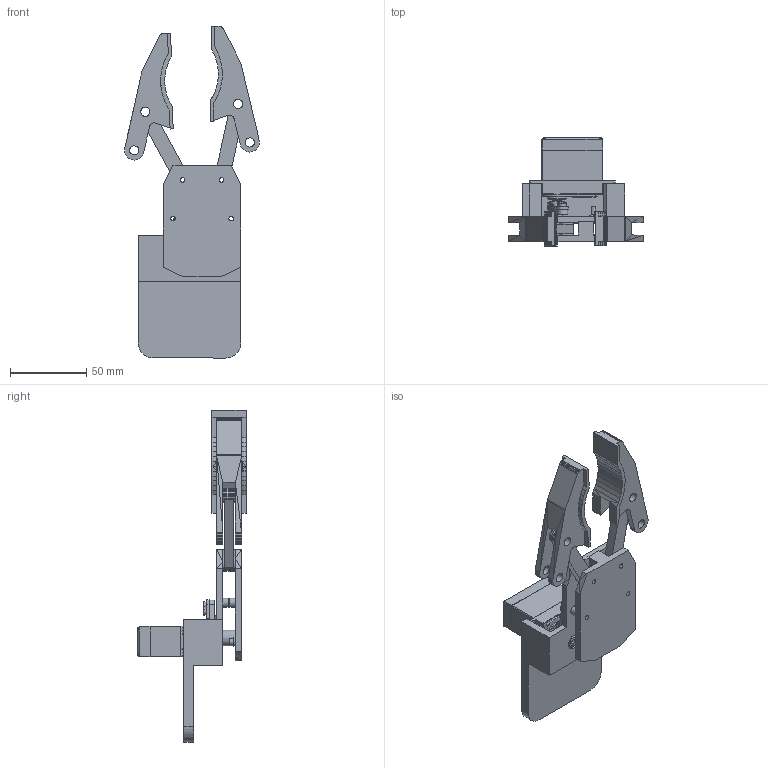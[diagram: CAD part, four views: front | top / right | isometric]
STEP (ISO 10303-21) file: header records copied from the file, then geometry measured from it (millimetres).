
FILE_DESCRIPTION(/* description */ (''),/* implementation_level */ '2;1');
FILE_NAME(/* name */ 'Gripper_v2.stp',/* time_stamp */ '2020-01-01T12:05:25-05:00',/* author */ ('User'),/* organization */ (''),/* preprocessor_version */ 'ST-DEVELOPER v17',/* originating_system */ 'Autodesk Inventor 2019',/* authorisation */ '');
FILE_SCHEMA (('AUTOMOTIVE_DESIGN { 1 0 10303 214 3 1 1 }'));
Products named in the file (17): Gripper_v2; arm-bottom-plate; arm-top-plate; gear-link-1; gear-link-2; servo-gear; CompleteServo; Servo Motor; Servo Horn; Servo Mount - Arm Metal Standard_D‚faut; socket head cap screw_am_B18.3.1M - 2 x 0.4 x 6 Hex SHCS -- 6NHX; Servo Mount - Arm Metal Standard_D‚faut_1; finger; arm-link; screw-1; screw-2; M3Bolt
Assembly tree (25 placements, depth 3):
  Gripper_v2
    arm-bottom-plate
    arm-link  x2
    arm-top-plate
    gear-link-1
    gear-link-2
    screw-1  x4
    screw-2  x4
    servo-gear
    finger  x2
    CompleteServo
      Servo Motor
    Servo Horn
      Servo Mount - Arm Metal Standard_D‚faut
      socket head cap screw_am_B18.3.1M - 2 x 0.4 x 6 Hex SHCS -- 6NHX  x2
    Servo Mount - Arm Metal Standard_D‚faut_1
    M3Bolt
Bounding box: 88.23 x 70.92 x 217.13 mm (x, y, z)
Volume: 147619.2 mm3; surface area: 64955.7 mm2
Topology: 15 solids, 15 shells, 1834 faces, 5393 edges, 3880 vertices
Faces by surface type: plane 1469, cylinder 197, torus 83, cone 39, bspline 38, sphere 8
Full cylindrical faces by diameter (mm): 1.75 x4, 2 x2, 2.5 x2, 3 x11, 3.8 x3, 4 x1, 5.8 x8, 6 x9, 7 x1, 10 x2, 11 x1, 13 x1
Entity records: 49723 total; most frequent: CARTESIAN_POINT 10751, ORIENTED_EDGE 8130, DIRECTION 7700, EDGE_CURVE 4065, LINE 3148, VECTOR 3148, VERTEX_POINT 2634, AXIS2_PLACEMENT_3D 2276
